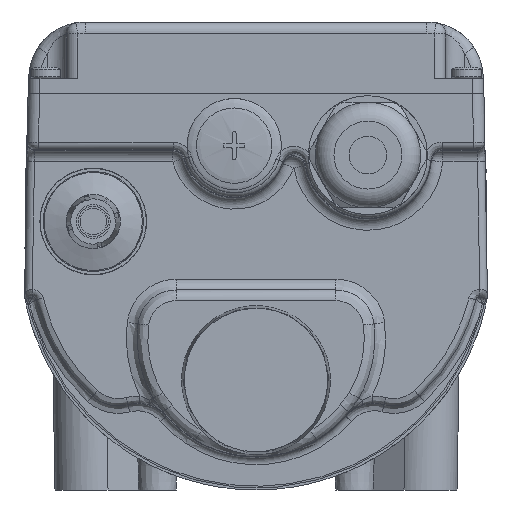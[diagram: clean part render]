
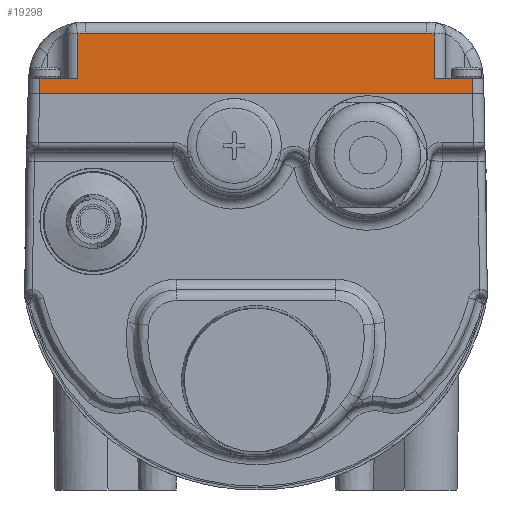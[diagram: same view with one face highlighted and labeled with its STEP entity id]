
A CAD part, left-side view. The second image highlights one B-rep face of the part: STEP entity #19298.
In plain terms, the highlighted face is planar.
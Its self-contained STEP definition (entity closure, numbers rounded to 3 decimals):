
#1472=LINE('',#32917,#2858);
#1473=LINE('',#32919,#2859);
#1474=LINE('',#32921,#2860);
#1475=LINE('',#32923,#2861);
#1476=LINE('',#32925,#2862);
#1477=LINE('',#32927,#2863);
#1478=LINE('',#32929,#2864);
#1479=LINE('',#32933,#2865);
#2858=VECTOR('',#27740,1000.);
#2859=VECTOR('',#27741,1000.);
#2860=VECTOR('',#27742,1000.);
#2861=VECTOR('',#27743,1000.);
#2862=VECTOR('',#27744,1000.);
#2863=VECTOR('',#27745,1000.);
#2864=VECTOR('',#27746,1000.);
#2865=VECTOR('',#27749,1000.);
#5308=ORIENTED_EDGE('',*,*,#10649,.T.);
#5309=ORIENTED_EDGE('',*,*,#10650,.T.);
#5310=ORIENTED_EDGE('',*,*,#10651,.F.);
#5311=ORIENTED_EDGE('',*,*,#10652,.T.);
#5312=ORIENTED_EDGE('',*,*,#10653,.F.);
#5313=ORIENTED_EDGE('',*,*,#10654,.T.);
#5314=ORIENTED_EDGE('',*,*,#10655,.F.);
#5315=ORIENTED_EDGE('',*,*,#10656,.T.);
#5316=ORIENTED_EDGE('',*,*,#10657,.T.);
#5317=ORIENTED_EDGE('',*,*,#10658,.T.);
#10649=EDGE_CURVE('',#13391,#13392,#14980,.F.);
#10650=EDGE_CURVE('',#13392,#13393,#1472,.F.);
#10651=EDGE_CURVE('',#13394,#13393,#1473,.T.);
#10652=EDGE_CURVE('',#13394,#13395,#1474,.F.);
#10653=EDGE_CURVE('',#13396,#13395,#1475,.T.);
#10654=EDGE_CURVE('',#13396,#13397,#1476,.T.);
#10655=EDGE_CURVE('',#13398,#13397,#1477,.T.);
#10656=EDGE_CURVE('',#13398,#13399,#1478,.T.);
#10657=EDGE_CURVE('',#13399,#13400,#14981,.F.);
#10658=EDGE_CURVE('',#13400,#13391,#1479,.T.);
#13391=VERTEX_POINT('',#32915);
#13392=VERTEX_POINT('',#32916);
#13393=VERTEX_POINT('',#32918);
#13394=VERTEX_POINT('',#32920);
#13395=VERTEX_POINT('',#32922);
#13396=VERTEX_POINT('',#32924);
#13397=VERTEX_POINT('',#32926);
#13398=VERTEX_POINT('',#32928);
#13399=VERTEX_POINT('',#32930);
#13400=VERTEX_POINT('',#32932);
#14980=CIRCLE('',#25724,12.);
#14981=CIRCLE('',#25725,12.);
#15698=EDGE_LOOP('',(#5308,#5309,#5310,#5311,#5312,#5313,#5314,#5315,#5316,
#5317));
#17212=FACE_BOUND('',#15698,.T.);
#18640=PLANE('',#25723);
#19298=ADVANCED_FACE('',(#17212),#18640,.F.);
#25723=AXIS2_PLACEMENT_3D('',#32913,#27736,#27737);
#25724=AXIS2_PLACEMENT_3D('',#32914,#27738,#27739);
#25725=AXIS2_PLACEMENT_3D('',#32931,#27747,#27748);
#27736=DIRECTION('',(0.,1.,0.));
#27737=DIRECTION('',(0.,0.,1.));
#27738=DIRECTION('',(0.,1.,0.));
#27739=DIRECTION('',(0.,0.,1.));
#27740=DIRECTION('',(0.,0.,-1.));
#27741=DIRECTION('',(-1.,0.,0.));
#27742=DIRECTION('',(0.,0.,-1.));
#27743=DIRECTION('',(1.,0.,0.));
#27744=DIRECTION('',(0.,0.,-1.));
#27745=DIRECTION('',(-1.,0.,0.));
#27746=DIRECTION('',(0.,0.,-1.));
#27747=DIRECTION('',(0.,1.,0.));
#27748=DIRECTION('',(0.,0.,1.));
#27749=DIRECTION('',(1.,0.,0.));
#32913=CARTESIAN_POINT('',(0.,0.,19.));
#32914=CARTESIAN_POINT('',(105.5,0.,15.));
#32915=CARTESIAN_POINT('',(105.5,0.,3.));
#32916=CARTESIAN_POINT('',(107.5,0.,3.168));
#32917=CARTESIAN_POINT('',(107.5,0.,19.));
#32918=CARTESIAN_POINT('',(107.5,0.,15.));
#32919=CARTESIAN_POINT('',(120.5,0.,15.));
#32920=CARTESIAN_POINT('',(117.5,0.,15.));
#32921=CARTESIAN_POINT('',(117.5,0.,19.));
#32922=CARTESIAN_POINT('',(117.5,0.,19.));
#32923=CARTESIAN_POINT('',(0.,0.,19.));
#32924=CARTESIAN_POINT('',(3.,0.,19.));
#32925=CARTESIAN_POINT('',(3.,0.,19.));
#32926=CARTESIAN_POINT('',(3.,0.,15.));
#32927=CARTESIAN_POINT('',(0.,0.,15.));
#32928=CARTESIAN_POINT('',(13.,0.,15.));
#32929=CARTESIAN_POINT('',(13.,0.,19.));
#32930=CARTESIAN_POINT('',(13.,0.,3.168));
#32931=CARTESIAN_POINT('',(15.,0.,15.));
#32932=CARTESIAN_POINT('',(15.,0.,3.));
#32933=CARTESIAN_POINT('',(105.5,0.,3.));
